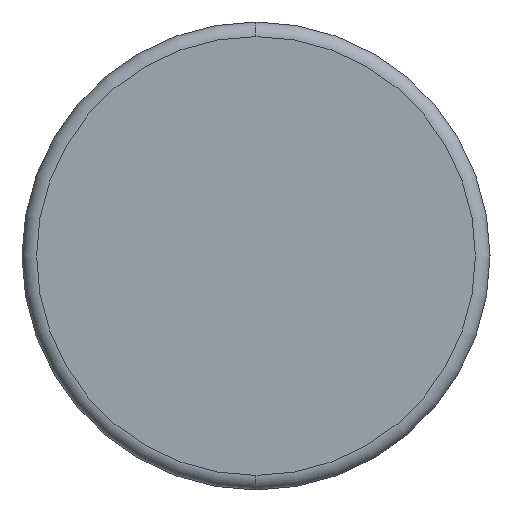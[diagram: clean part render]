
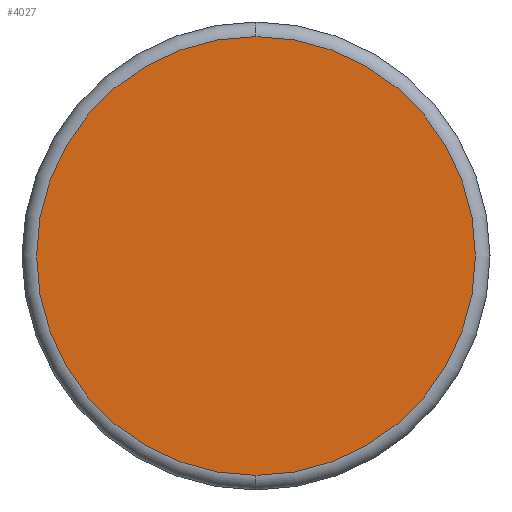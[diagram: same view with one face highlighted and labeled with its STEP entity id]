
A CAD part, left-side view. The second image highlights one B-rep face of the part: STEP entity #4027.
In plain terms, the highlighted planar face has unit normal (-1, 0, 0).
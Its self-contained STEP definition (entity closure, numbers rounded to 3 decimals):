
#128 = EDGE_LOOP ( 'NONE', ( #3299, #735 ) ) ;
#275 = CIRCLE ( 'NONE', #3045, 0.75 ) ;
#735 = ORIENTED_EDGE ( 'NONE', *, *, #6623, .T. ) ;
#2037 = AXIS2_PLACEMENT_3D ( 'NONE', #11073, #5394, #9226 ) ;
#2889 = DIRECTION ( 'NONE',  ( 0., 0., 1. ) ) ;
#3045 = AXIS2_PLACEMENT_3D ( 'NONE', #6157, #9126, #5425 ) ;
#3299 = ORIENTED_EDGE ( 'NONE', *, *, #11367, .T. ) ;
#4027 = ADVANCED_FACE ( 'NONE', ( #8238 ), #6151, .T. ) ;
#5394 = DIRECTION ( 'NONE',  ( -1., 0., 0. ) ) ;
#5425 = DIRECTION ( 'NONE',  ( 0., 0., 1. ) ) ;
#6151 = PLANE ( 'NONE',  #9290 ) ;
#6157 = CARTESIAN_POINT ( 'NONE',  ( -1.851, 0., 0.775 ) ) ;
#6422 = CARTESIAN_POINT ( 'NONE',  ( -1.851, 0., 1.525 ) ) ;
#6623 = EDGE_CURVE ( 'NONE', #10057, #7449, #275, .T. ) ;
#7449 = VERTEX_POINT ( 'NONE', #6422 ) ;
#7502 = DIRECTION ( 'NONE',  ( -1., 0., 0. ) ) ;
#8238 = FACE_OUTER_BOUND ( 'NONE', #128, .T. ) ;
#8395 = CIRCLE ( 'NONE', #2037, 0.75 ) ;
#9126 = DIRECTION ( 'NONE',  ( -1., 0., 0. ) ) ;
#9226 = DIRECTION ( 'NONE',  ( 0., 0., 1. ) ) ;
#9290 = AXIS2_PLACEMENT_3D ( 'NONE', #11211, #7502, #2889 ) ;
#10057 = VERTEX_POINT ( 'NONE', #11325 ) ;
#11073 = CARTESIAN_POINT ( 'NONE',  ( -1.851, 0., 0.775 ) ) ;
#11211 = CARTESIAN_POINT ( 'NONE',  ( -1.851, 0., 0.775 ) ) ;
#11325 = CARTESIAN_POINT ( 'NONE',  ( -1.851, 0., 0.025 ) ) ;
#11367 = EDGE_CURVE ( 'NONE', #7449, #10057, #8395, .T. ) ;
